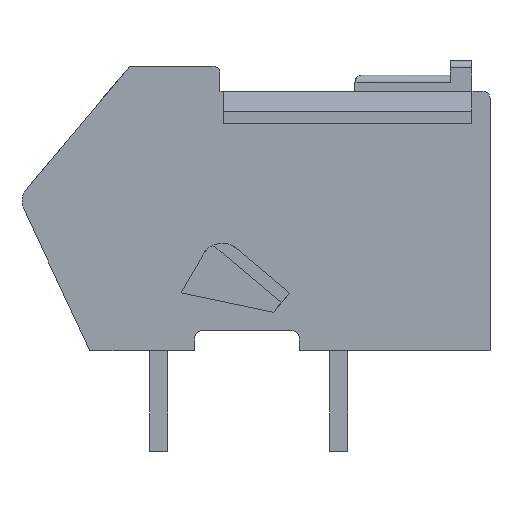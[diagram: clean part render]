
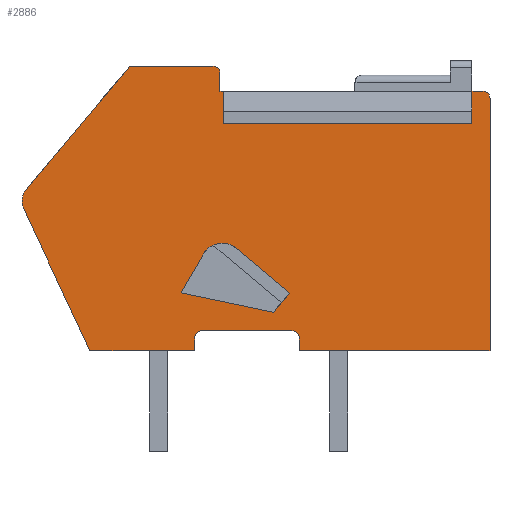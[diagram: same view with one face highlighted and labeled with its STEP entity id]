
A CAD part, front view. The second image highlights one B-rep face of the part: STEP entity #2886.
In plain terms, the highlighted planar face has unit normal (0, -1, 0).
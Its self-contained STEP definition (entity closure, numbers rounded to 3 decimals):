
#22=FACE_BOUND($,#360,.T.);
#62=CIRCLE($,#3103,0.5);
#63=CIRCLE($,#3104,0.2);
#64=CIRCLE($,#3105,0.2);
#65=CIRCLE($,#3106,0.2);
#66=CIRCLE($,#3107,0.2);
#67=CIRCLE($,#3108,0.6);
#203=FACE_OUTER_BOUND($,#359,.T.);
#359=EDGE_LOOP($,(#2307,#2308,#2309,#2310,#2311,#2312,#2313,#2314,#2315,
#2316,#2317,#2318,#2319,#2320,#2321,#2322,#2323,#2324,#2325,#2326));
#360=EDGE_LOOP($,(#2327,#2328,#2329,#2330,#2331));
#429=LINE($,#3974,#787);
#435=LINE($,#3986,#793);
#438=LINE($,#3994,#796);
#442=LINE($,#4001,#800);
#445=LINE($,#4008,#803);
#579=LINE($,#4351,#937);
#584=LINE($,#4362,#942);
#592=LINE($,#4376,#950);
#675=LINE($,#4571,#1033);
#676=LINE($,#4573,#1034);
#677=LINE($,#4576,#1035);
#678=LINE($,#4578,#1036);
#679=LINE($,#4582,#1037);
#680=LINE($,#4585,#1038);
#681=LINE($,#4587,#1039);
#682=LINE($,#4590,#1040);
#683=LINE($,#4592,#1041);
#684=LINE($,#4594,#1042);
#685=LINE($,#4598,#1043);
#787=VECTOR($,#3183,2.917);
#793=VECTOR($,#3191,5.3);
#796=VECTOR($,#3196,2.618);
#800=VECTOR($,#3202,1.248);
#803=VECTOR($,#3207,0.7);
#937=VECTOR($,#3513,0.9);
#942=VECTOR($,#3520,0.9);
#950=VECTOR($,#3534,6.9);
#1033=VECTOR($,#3707,2.306);
#1034=VECTOR($,#3708,4.476);
#1035=VECTOR($,#3711,4.346);
#1036=VECTOR($,#3712,0.35);
#1037=VECTOR($,#3715,2.5);
#1038=VECTOR($,#3718,0.35);
#1039=VECTOR($,#3719,7.);
#1040=VECTOR($,#3722,0.3);
#1041=VECTOR($,#3723,0.1);
#1042=VECTOR($,#3724,0.5);
#1043=VECTOR($,#3729,1.935);
#1145=VERTEX_POINT($,#3971);
#1146=VERTEX_POINT($,#3973);
#1149=VERTEX_POINT($,#3980);
#1151=VERTEX_POINT($,#3984);
#1154=VERTEX_POINT($,#3991);
#1155=VERTEX_POINT($,#3993);
#1157=VERTEX_POINT($,#3999);
#1160=VERTEX_POINT($,#4007);
#1282=VERTEX_POINT($,#4349);
#1283=VERTEX_POINT($,#4350);
#1287=VERTEX_POINT($,#4360);
#1288=VERTEX_POINT($,#4361);
#1357=VERTEX_POINT($,#4569);
#1358=VERTEX_POINT($,#4570);
#1359=VERTEX_POINT($,#4572);
#1360=VERTEX_POINT($,#4574);
#1361=VERTEX_POINT($,#4577);
#1362=VERTEX_POINT($,#4579);
#1363=VERTEX_POINT($,#4581);
#1364=VERTEX_POINT($,#4583);
#1365=VERTEX_POINT($,#4586);
#1366=VERTEX_POINT($,#4588);
#1367=VERTEX_POINT($,#4591);
#1368=VERTEX_POINT($,#4593);
#1369=VERTEX_POINT($,#4596);
#1419=EDGE_CURVE($,#1145,#1146,#429,.T.);
#1425=EDGE_CURVE($,#1151,#1149,#435,.T.);
#1428=EDGE_CURVE($,#1155,#1154,#438,.T.);
#1432=EDGE_CURVE($,#1154,#1157,#442,.T.);
#1435=EDGE_CURVE($,#1160,#1155,#445,.T.);
#1605=EDGE_CURVE($,#1282,#1283,#579,.T.);
#1610=EDGE_CURVE($,#1287,#1288,#584,.T.);
#1618=EDGE_CURVE($,#1283,#1288,#592,.T.);
#1714=EDGE_CURVE($,#1357,#1358,#675,.T.);
#1715=EDGE_CURVE($,#1359,#1357,#676,.T.);
#1716=EDGE_CURVE($,#1360,#1359,#62,.T.);
#1717=EDGE_CURVE($,#1146,#1360,#677,.T.);
#1718=EDGE_CURVE($,#1361,#1145,#678,.T.);
#1719=EDGE_CURVE($,#1361,#1362,#63,.T.);
#1720=EDGE_CURVE($,#1363,#1362,#679,.T.);
#1721=EDGE_CURVE($,#1363,#1364,#64,.T.);
#1722=EDGE_CURVE($,#1149,#1364,#680,.T.);
#1723=EDGE_CURVE($,#1365,#1151,#681,.T.);
#1724=EDGE_CURVE($,#1366,#1365,#65,.T.);
#1725=EDGE_CURVE($,#1287,#1366,#682,.T.);
#1726=EDGE_CURVE($,#1367,#1282,#683,.T.);
#1727=EDGE_CURVE($,#1368,#1367,#684,.T.);
#1728=EDGE_CURVE($,#1358,#1368,#66,.T.);
#1729=EDGE_CURVE($,#1157,#1369,#67,.T.);
#1730=EDGE_CURVE($,#1369,#1160,#685,.T.);
#2307=ORIENTED_EDGE($,*,*,#1714,.F.);
#2308=ORIENTED_EDGE($,*,*,#1715,.F.);
#2309=ORIENTED_EDGE($,*,*,#1716,.F.);
#2310=ORIENTED_EDGE($,*,*,#1717,.F.);
#2311=ORIENTED_EDGE($,*,*,#1419,.F.);
#2312=ORIENTED_EDGE($,*,*,#1718,.F.);
#2313=ORIENTED_EDGE($,*,*,#1719,.T.);
#2314=ORIENTED_EDGE($,*,*,#1720,.F.);
#2315=ORIENTED_EDGE($,*,*,#1721,.T.);
#2316=ORIENTED_EDGE($,*,*,#1722,.F.);
#2317=ORIENTED_EDGE($,*,*,#1425,.F.);
#2318=ORIENTED_EDGE($,*,*,#1723,.F.);
#2319=ORIENTED_EDGE($,*,*,#1724,.F.);
#2320=ORIENTED_EDGE($,*,*,#1725,.F.);
#2321=ORIENTED_EDGE($,*,*,#1610,.T.);
#2322=ORIENTED_EDGE($,*,*,#1618,.F.);
#2323=ORIENTED_EDGE($,*,*,#1605,.F.);
#2324=ORIENTED_EDGE($,*,*,#1726,.F.);
#2325=ORIENTED_EDGE($,*,*,#1727,.F.);
#2326=ORIENTED_EDGE($,*,*,#1728,.F.);
#2327=ORIENTED_EDGE($,*,*,#1729,.T.);
#2328=ORIENTED_EDGE($,*,*,#1730,.T.);
#2329=ORIENTED_EDGE($,*,*,#1435,.T.);
#2330=ORIENTED_EDGE($,*,*,#1428,.T.);
#2331=ORIENTED_EDGE($,*,*,#1432,.T.);
#2740=PLANE($,#3102);
#2886=ADVANCED_FACE($,(#203,#22),#2740,.F.);
#3102=AXIS2_PLACEMENT_3D($,#4568,#3705,#3706);
#3103=AXIS2_PLACEMENT_3D($,#4575,#3709,#3710);
#3104=AXIS2_PLACEMENT_3D($,#4580,#3713,#3714);
#3105=AXIS2_PLACEMENT_3D($,#4584,#3716,#3717);
#3106=AXIS2_PLACEMENT_3D($,#4589,#3720,#3721);
#3107=AXIS2_PLACEMENT_3D($,#4595,#3725,#3726);
#3108=AXIS2_PLACEMENT_3D($,#4597,#3727,#3728);
#3183=DIRECTION($,(-1.,0.,0.));
#3191=DIRECTION($,(-1.,0.,0.));
#3196=DIRECTION($,(-0.979,0.,0.206));
#3202=DIRECTION($,(0.5,0.,0.866));
#3207=DIRECTION($,(-0.643,0.,-0.766));
#3513=DIRECTION($,(0.,0.,-1.));
#3520=DIRECTION($,(0.,0.,-1.));
#3534=DIRECTION($,(1.,0.,0.));
#3705=DIRECTION('center_axis',(0.,1.,0.));
#3706=DIRECTION('ref_axis',(-1.,0.,0.));
#3707=DIRECTION($,(1.,0.,0.));
#3708=DIRECTION($,(0.643,0.,0.766));
#3709=DIRECTION('center_axis',(0.,1.,0.));
#3710=DIRECTION('ref_axis',(-1.,0.,0.));
#3711=DIRECTION($,(-0.423,0.,0.906));
#3712=DIRECTION($,(0.,0.,-1.));
#3713=DIRECTION('center_axis',(0.,1.,0.));
#3714=DIRECTION('ref_axis',(-1.,0.,0.));
#3715=DIRECTION($,(-1.,0.,0.));
#3716=DIRECTION('center_axis',(0.,1.,0.));
#3717=DIRECTION('ref_axis',(-1.,0.,0.));
#3718=DIRECTION($,(0.,0.,1.));
#3719=DIRECTION($,(0.,0.,-1.));
#3720=DIRECTION('center_axis',(0.,1.,0.));
#3721=DIRECTION('ref_axis',(-1.,0.,0.));
#3722=DIRECTION($,(1.,0.,0.));
#3723=DIRECTION($,(1.,0.,0.));
#3724=DIRECTION($,(0.,0.,-1.));
#3725=DIRECTION('center_axis',(0.,1.,0.));
#3726=DIRECTION('ref_axis',(-1.,0.,0.));
#3727=DIRECTION('center_axis',(0.,1.,0.));
#3728=DIRECTION('ref_axis',(-1.,0.,0.));
#3729=DIRECTION($,(0.766,0.,-0.643));
#3971=CARTESIAN_POINT('',(-1.5,-2.76,0.));
#3973=CARTESIAN_POINT('',(-4.417,-2.76,0.));
#3974=CARTESIAN_POINT($,(-1.5,-2.76,0.));
#3980=CARTESIAN_POINT('',(1.4,-2.76,0.));
#3984=CARTESIAN_POINT('',(6.7,-2.76,0.));
#3986=CARTESIAN_POINT($,(6.7,-2.76,0.));
#3991=CARTESIAN_POINT('',(-1.881,-2.76,1.6));
#3993=CARTESIAN_POINT('',(0.68,-2.76,1.06));
#3994=CARTESIAN_POINT($,(0.68,-2.76,1.06));
#3999=CARTESIAN_POINT('',(-1.258,-2.76,2.681));
#4001=CARTESIAN_POINT($,(-1.881,-2.76,1.6));
#4007=CARTESIAN_POINT('',(1.13,-2.76,1.597));
#4008=CARTESIAN_POINT($,(1.13,-2.76,1.597));
#4349=CARTESIAN_POINT('',(-0.7,-2.76,7.2));
#4350=CARTESIAN_POINT('',(-0.7,-2.76,6.3));
#4351=CARTESIAN_POINT($,(-0.7,-2.76,7.2));
#4360=CARTESIAN_POINT('',(6.2,-2.76,7.2));
#4361=CARTESIAN_POINT('',(6.2,-2.76,6.3));
#4362=CARTESIAN_POINT($,(6.2,-2.76,7.2));
#4376=CARTESIAN_POINT($,(-0.7,-2.76,6.3));
#4568=CARTESIAN_POINT('Origin',(6.5,-2.76,7.));
#4569=CARTESIAN_POINT('',(-3.306,-2.76,7.9));
#4570=CARTESIAN_POINT('',(-1.,-2.76,7.9));
#4571=CARTESIAN_POINT($,(-3.306,-2.76,7.9));
#4572=CARTESIAN_POINT('',(-6.183,-2.76,4.471));
#4573=CARTESIAN_POINT($,(-6.183,-2.76,4.471));
#4574=CARTESIAN_POINT('',(-6.253,-2.76,3.939));
#4575=CARTESIAN_POINT('Origin',(-5.8,-2.76,4.15));
#4576=CARTESIAN_POINT($,(-4.417,-2.76,0.));
#4577=CARTESIAN_POINT('',(-1.5,-2.76,0.35));
#4578=CARTESIAN_POINT($,(-1.5,-2.76,0.35));
#4579=CARTESIAN_POINT('',(-1.3,-2.76,0.55));
#4580=CARTESIAN_POINT('Origin',(-1.3,-2.76,0.35));
#4581=CARTESIAN_POINT('',(1.2,-2.76,0.55));
#4582=CARTESIAN_POINT($,(1.2,-2.76,0.55));
#4583=CARTESIAN_POINT('',(1.4,-2.76,0.35));
#4584=CARTESIAN_POINT('Origin',(1.2,-2.76,0.35));
#4585=CARTESIAN_POINT($,(1.4,-2.76,0.));
#4586=CARTESIAN_POINT('',(6.7,-2.76,7.));
#4587=CARTESIAN_POINT($,(6.7,-2.76,7.));
#4588=CARTESIAN_POINT('',(6.5,-2.76,7.2));
#4589=CARTESIAN_POINT('Origin',(6.5,-2.76,7.));
#4590=CARTESIAN_POINT($,(-0.8,-2.76,7.2));
#4591=CARTESIAN_POINT('',(-0.8,-2.76,7.2));
#4592=CARTESIAN_POINT($,(-0.8,-2.76,7.2));
#4593=CARTESIAN_POINT('',(-0.8,-2.76,7.7));
#4594=CARTESIAN_POINT($,(-0.8,-2.76,7.7));
#4595=CARTESIAN_POINT('Origin',(-1.,-2.76,7.7));
#4596=CARTESIAN_POINT('',(-0.352,-2.76,2.84));
#4597=CARTESIAN_POINT('Origin',(-0.738,-2.76,2.381));
#4598=CARTESIAN_POINT($,(-0.352,-2.76,2.84));
